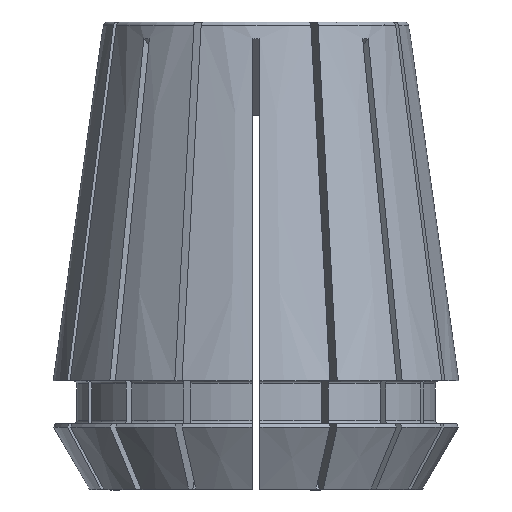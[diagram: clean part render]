
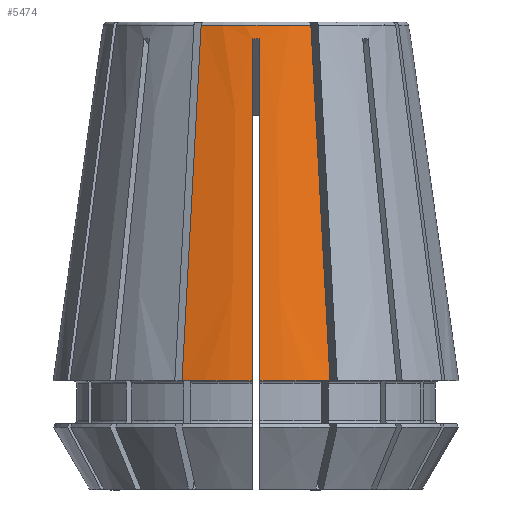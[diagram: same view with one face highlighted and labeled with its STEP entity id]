
A CAD part, front view. The second image highlights one B-rep face of the part: STEP entity #5474.
In plain terms, the highlighted conical face has half-angle 8 degrees and reference radius 26 mm.
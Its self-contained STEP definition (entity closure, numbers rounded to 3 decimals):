
#31=ELLIPSE('',#5582,32.726,22.862);
#87=CONICAL_SURFACE('',#6051,26.,0.14);
#140=B_SPLINE_CURVE_WITH_KNOTS('',3,(#7711,#7712,#7713,#7714,#7715,#7716,
#7717),.UNSPECIFIED.,.F.,.F.,(4,3,4),(0.,0.034,
0.046),.UNSPECIFIED.);
#153=B_SPLINE_CURVE_WITH_KNOTS('',3,(#7844,#7845,#7846,#7847,#7848,#7849,
#7850),.UNSPECIFIED.,.F.,.F.,(4,3,4),(0.,0.034,
0.046),.UNSPECIFIED.);
#185=B_SPLINE_CURVE_WITH_KNOTS('',3,(#8157,#8158,#8159,#8160,#8161,#8162,
#8163,#8164,#8165,#8166),.UNSPECIFIED.,.F.,.F.,(4,3,3,4),(0.032,
0.036,0.072,0.076),.UNSPECIFIED.);
#200=B_SPLINE_CURVE_WITH_KNOTS('',3,(#8282,#8283,#8284,#8285,#8286,#8287,
#8288,#8289,#8290,#8291),.UNSPECIFIED.,.F.,.F.,(4,3,3,4),(0.032,
0.036,0.072,0.076),.UNSPECIFIED.);
#604=CIRCLE('',#5843,26.);
#640=CIRCLE('',#5907,26.);
#703=CIRCLE('',#6050,19.596);
#2143=ORIENTED_EDGE('',*,*,#3257,.F.);
#2144=ORIENTED_EDGE('',*,*,#2471,.T.);
#2145=ORIENTED_EDGE('',*,*,#3055,.T.);
#2146=ORIENTED_EDGE('',*,*,#2645,.F.);
#2147=ORIENTED_EDGE('',*,*,#2650,.F.);
#2148=ORIENTED_EDGE('',*,*,#2610,.T.);
#2149=ORIENTED_EDGE('',*,*,#3101,.T.);
#2150=ORIENTED_EDGE('',*,*,#2514,.F.);
#2471=EDGE_CURVE('',#3318,#3317,#140,.T.);
#2514=EDGE_CURVE('',#3356,#3357,#153,.T.);
#2610=EDGE_CURVE('',#3442,#3443,#185,.T.);
#2645=EDGE_CURVE('',#3477,#3461,#200,.T.);
#2650=EDGE_CURVE('',#3442,#3477,#31,.T.);
#3055=EDGE_CURVE('',#3317,#3461,#604,.T.);
#3101=EDGE_CURVE('',#3443,#3357,#640,.T.);
#3257=EDGE_CURVE('',#3318,#3356,#703,.T.);
#3317=VERTEX_POINT('',#7710);
#3318=VERTEX_POINT('',#7718);
#3356=VERTEX_POINT('',#7843);
#3357=VERTEX_POINT('',#7851);
#3442=VERTEX_POINT('',#8167);
#3443=VERTEX_POINT('',#8168);
#3461=VERTEX_POINT('',#8227);
#3477=VERTEX_POINT('',#8281);
#4778=EDGE_LOOP('',(#2143,#2144,#2145,#2146,#2147,#2148,#2149,#2150));
#5066=FACE_BOUND('',#4778,.T.);
#5474=ADVANCED_FACE('',(#5066),#87,.T.);
#5582=AXIS2_PLACEMENT_3D('',#8300,#6343,#6344);
#5843=AXIS2_PLACEMENT_3D('',#9479,#7016,#7017);
#5907=AXIS2_PLACEMENT_3D('',#9587,#7148,#7149);
#6050=AXIS2_PLACEMENT_3D('',#10026,#7491,#7492);
#6051=AXIS2_PLACEMENT_3D('',#10027,#7493,#7494);
#6343=DIRECTION('',(0.,-0.709,-0.706));
#6344=DIRECTION('',(0.,0.706,-0.709));
#7016=DIRECTION('',(0.,0.,1.));
#7017=DIRECTION('',(1.,0.,0.));
#7148=DIRECTION('',(0.,0.,1.));
#7149=DIRECTION('',(1.,0.,0.));
#7491=DIRECTION('',(0.,0.,1.));
#7492=DIRECTION('',(1.,0.,0.));
#7493=DIRECTION('',(0.,0.,-1.));
#7494=DIRECTION('',(-1.,0.,0.));
#7710=CARTESIAN_POINT('',(-9.486,-24.208,14.2));
#7711=CARTESIAN_POINT('',(-7.035,-18.289,59.77));
#7712=CARTESIAN_POINT('',(-7.645,-19.764,48.414));
#7713=CARTESIAN_POINT('',(-8.256,-21.239,37.058));
#7714=CARTESIAN_POINT('',(-8.867,-22.714,25.702));
#7715=CARTESIAN_POINT('',(-9.074,-23.212,21.868));
#7716=CARTESIAN_POINT('',(-9.28,-23.71,18.034));
#7717=CARTESIAN_POINT('',(-9.486,-24.208,14.2));
#7718=CARTESIAN_POINT('',(-7.035,-18.289,59.77));
#7843=CARTESIAN_POINT('',(7.035,-18.289,59.77));
#7844=CARTESIAN_POINT('',(7.035,-18.289,59.77));
#7845=CARTESIAN_POINT('',(7.645,-19.764,48.414));
#7846=CARTESIAN_POINT('',(8.256,-21.239,37.058));
#7847=CARTESIAN_POINT('',(8.867,-22.714,25.702));
#7848=CARTESIAN_POINT('',(9.074,-23.212,21.868));
#7849=CARTESIAN_POINT('',(9.28,-23.71,18.034));
#7850=CARTESIAN_POINT('',(9.486,-24.208,14.2));
#7851=CARTESIAN_POINT('',(9.486,-24.208,14.2));
#8157=CARTESIAN_POINT('',(0.5,-19.828,58.069));
#8158=CARTESIAN_POINT('',(0.5,-20.01,56.778));
#8159=CARTESIAN_POINT('',(0.5,-20.191,55.487));
#8160=CARTESIAN_POINT('',(0.5,-20.373,54.196));
#8161=CARTESIAN_POINT('',(0.5,-22.033,42.386));
#8162=CARTESIAN_POINT('',(0.5,-23.693,30.576));
#8163=CARTESIAN_POINT('',(0.5,-25.353,18.766));
#8164=CARTESIAN_POINT('',(0.5,-25.567,17.244));
#8165=CARTESIAN_POINT('',(0.5,-25.781,15.722));
#8166=CARTESIAN_POINT('',(0.5,-25.995,14.2));
#8167=CARTESIAN_POINT('',(0.5,-19.828,58.069));
#8168=CARTESIAN_POINT('',(0.5,-25.995,14.2));
#8227=CARTESIAN_POINT('',(-0.5,-25.995,14.2));
#8281=CARTESIAN_POINT('',(-0.5,-19.828,58.069));
#8282=CARTESIAN_POINT('',(-0.5,-19.828,58.069));
#8283=CARTESIAN_POINT('',(-0.5,-20.01,56.778));
#8284=CARTESIAN_POINT('',(-0.5,-20.191,55.487));
#8285=CARTESIAN_POINT('',(-0.5,-20.373,54.196));
#8286=CARTESIAN_POINT('',(-0.5,-22.033,42.386));
#8287=CARTESIAN_POINT('',(-0.5,-23.693,30.576));
#8288=CARTESIAN_POINT('',(-0.5,-25.353,18.766));
#8289=CARTESIAN_POINT('',(-0.5,-25.567,17.244));
#8290=CARTESIAN_POINT('',(-0.5,-25.781,15.722));
#8291=CARTESIAN_POINT('',(-0.5,-25.995,14.2));
#8300=CARTESIAN_POINT('',(0.,3.259,34.886));
#9479=CARTESIAN_POINT('',(0.,0.,14.2));
#9587=CARTESIAN_POINT('',(0.,0.,14.2));
#10026=CARTESIAN_POINT('',(0.,0.,59.77));
#10027=CARTESIAN_POINT('',(0.,0.,14.2));
